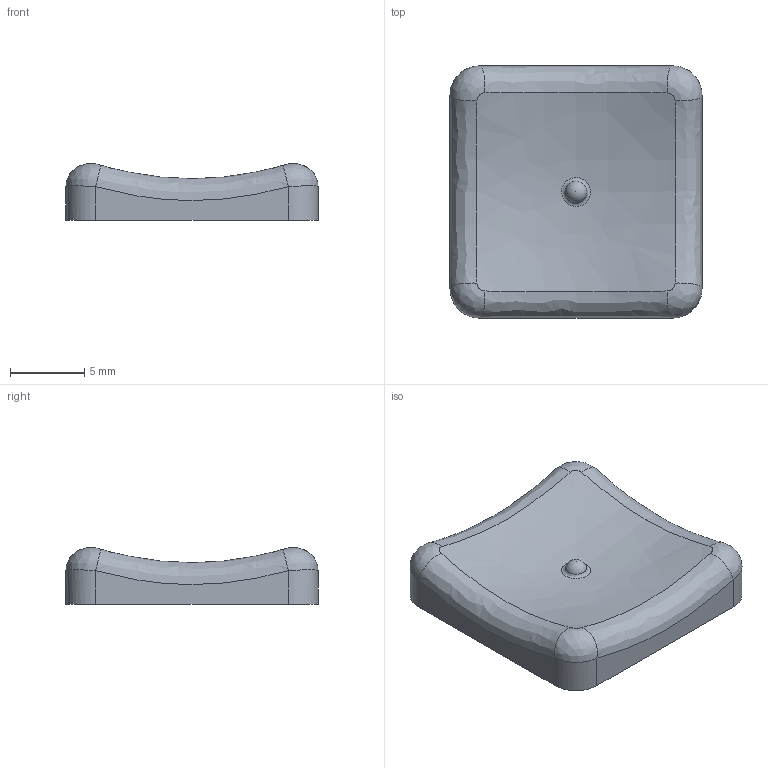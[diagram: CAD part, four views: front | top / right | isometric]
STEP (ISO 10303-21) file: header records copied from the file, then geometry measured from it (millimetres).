
FILE_DESCRIPTION(/* description */ (''),/* implementation_level */ '2;1');
FILE_NAME(/* name */ 'DMX Keycaps.step',/* time_stamp */ '2024-03-29T15:15:25+08:00',/* author */ (''),/* organization */ (''),/* preprocessor_version */ 'ST-DEVELOPER v20',/* originating_system */ 'Autodesk Translation Framework v12.20.1.177',/* authorisation */ '');
FILE_SCHEMA (('AUTOMOTIVE_DESIGN { 1 0 10303 214 3 1 1 }'));
Length unit declared in the file: millimetre
Products named in the file (1): Keycaps
Bounding box: 17 x 17 x 3.83 mm (x, y, z)
Volume: 592.9 mm3; surface area: 797.2 mm2
Topology: 1 solids, 1 shells, 29 faces, 136 edges, 110 vertices
Faces by surface type: bspline 10, plane 10, cylinder 8, sphere 1
Entity records: 5385 total; most frequent: CARTESIAN_POINT 4407, ORIENTED_EDGE 270, EDGE_CURVE 135, DIRECTION 112, VERTEX_POINT 110, B_SPLINE_CURVE_WITH_KNOTS 85, AXIS2_PLACEMENT_3D 42, EDGE_LOOP 31
